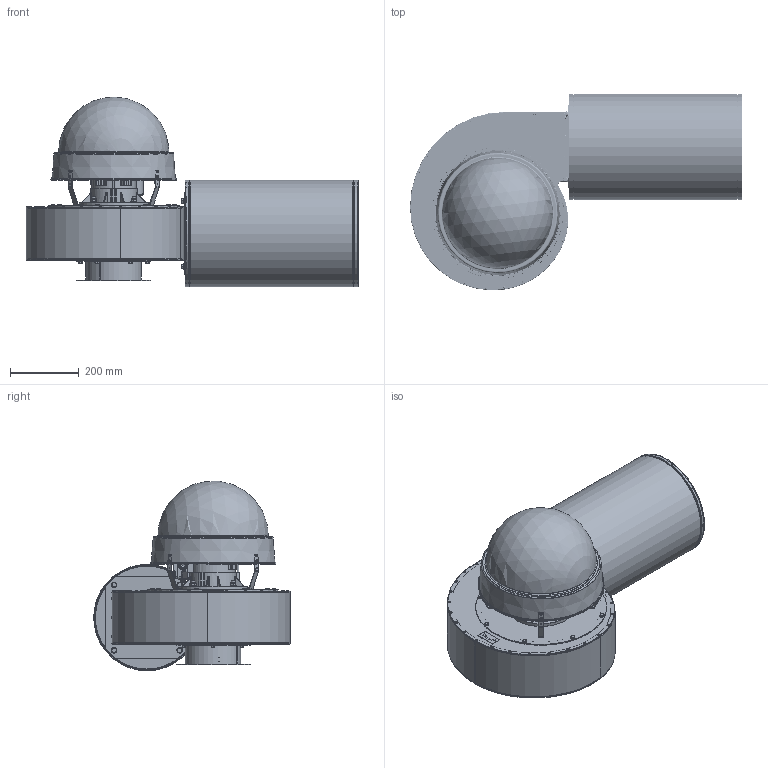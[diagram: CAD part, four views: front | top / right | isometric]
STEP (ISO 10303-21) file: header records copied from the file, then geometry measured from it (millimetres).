
FILE_DESCRIPTION(/* description */ ('807W15; 807W16 WPA-7-D-N'),/* implementation_level */ '2;1');
FILE_NAME(/* name */ '807W15; 807W16 WPA-7-D-N.stp',/* time_stamp */ '2022-05-11T08:56:11+02:00',/* author */ ('a.korpacki'),/* organization */ ('KLIMAWENT S.A.'),/* preprocessor_version */ 'ST-DEVELOPER v18.1',/* originating_system */ 'Autodesk Inventor 2021',/* authorisation */ '');
FILE_SCHEMA (('AUTOMOTIVE_DESIGN { 1 0 10303 214 3 1 1 }'));
Length unit declared in the file: millimetre
Bounding box: 962.75 x 570.24 x 549.6 mm (x, y, z)
Volume: 5606373.2 mm3; surface area: 4168906.8 mm2
Topology: 23 solids, 23 shells, 5003 faces, 12304 edges, 7950 vertices
Faces by surface type: plane 2544, bspline 1078, cylinder 785, cone 304, torus 265, sphere 27
Full cylindrical faces by diameter (mm): 2.4 x8, 3 x28, 3.2 x65, 3.3 x14, 3.5 x55, 4 x7, 4.3 x8, 4.8 x3, 4.917 x1, 6 x32, 6.3 x1, 6.5 x73, 7 x12, 7.92 x14, 8 x11, 8.4 x4, 8.5 x4, 8.88 x14, 10 x8, 11 x4, 11.63 x4, 12 x5, 12.5 x1, 14.63 x4, 16 x4, 17 x1, 19 x1, 20 x1, 27 x1, 42 x1
Entity records: 166127 total; most frequent: CARTESIAN_POINT 48700, ORIENTED_EDGE 24508, DIRECTION 20584, EDGE_CURVE 12254, VERTEX_POINT 7950, AXIS2_PLACEMENT_3D 7077, LINE 6430, VECTOR 6430
